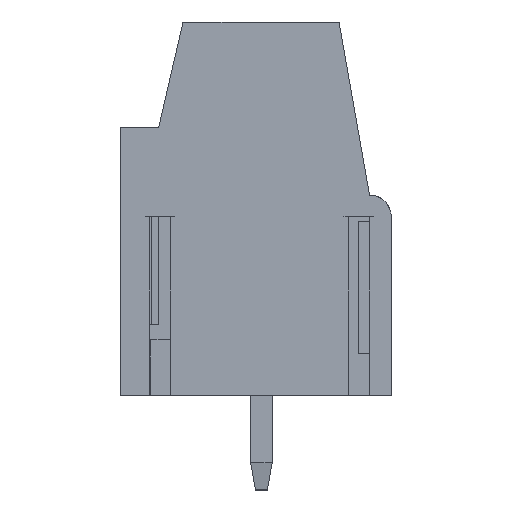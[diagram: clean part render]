
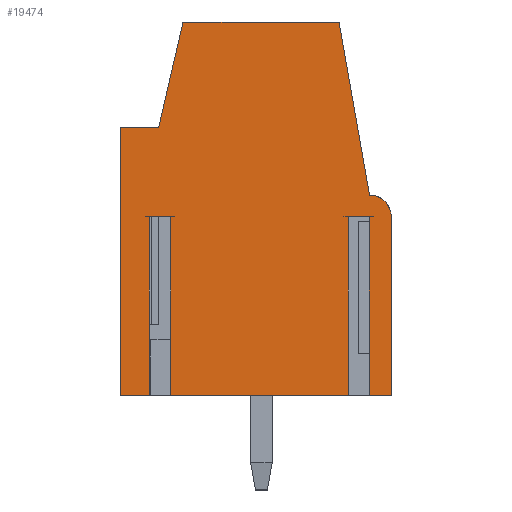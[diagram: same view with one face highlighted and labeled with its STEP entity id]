
A CAD part, left-side view. The second image highlights one B-rep face of the part: STEP entity #19474.
In plain terms, the highlighted planar face has unit normal (-1, 0, 0).
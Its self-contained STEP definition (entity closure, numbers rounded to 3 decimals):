
#19411=AXIS2_PLACEMENT_3D('Plane Axis2P3D',#19408,#19409,#19410) ;
#18386=CARTESIAN_POINT('Vertex',(0.,0.,3.5)) ;
#18389=CARTESIAN_POINT('Line Origine',(0.,0.405,3.5)) ;
#18393=CARTESIAN_POINT('Vertex',(0.,0.81,3.5)) ;
#18414=CARTESIAN_POINT('Vertex',(0.,1.59,3.5)) ;
#18417=CARTESIAN_POINT('Line Origine',(0.,4.875,3.5)) ;
#18421=CARTESIAN_POINT('Vertex',(0.,8.16,3.5)) ;
#18442=CARTESIAN_POINT('Vertex',(0.,8.94,3.5)) ;
#18445=CARTESIAN_POINT('Line Origine',(0.,9.47,3.5)) ;
#18449=CARTESIAN_POINT('Vertex',(0.,10.,3.5)) ;
#18893=CARTESIAN_POINT('Line Origine',(0.,10.,8.45)) ;
#18897=CARTESIAN_POINT('Vertex',(0.,10.,13.4)) ;
#19044=CARTESIAN_POINT('Vertex',(0.,8.6,13.4)) ;
#19047=CARTESIAN_POINT('Line Origine',(0.,8.15,15.35)) ;
#19051=CARTESIAN_POINT('Vertex',(0.,7.7,17.3)) ;
#19082=CARTESIAN_POINT('Line Origine',(0.,4.814,17.3)) ;
#19086=CARTESIAN_POINT('Vertex',(0.,1.928,17.3)) ;
#19149=CARTESIAN_POINT('Line Origine',(0.,1.364,14.1)) ;
#19153=CARTESIAN_POINT('Vertex',(0.,0.8,10.9)) ;
#19181=CARTESIAN_POINT('Control Point',(0.,0.,10.1)) ;
#19182=CARTESIAN_POINT('Control Point',(0.,0.,10.414)) ;
#19183=CARTESIAN_POINT('Control Point',(0.,0.168,10.732)) ;
#19184=CARTESIAN_POINT('Control Point',(0.,0.486,10.9)) ;
#19185=CARTESIAN_POINT('Control Point',(0.,0.8,10.9)) ;
#19186=CARTESIAN_POINT('Vertex',(0.,0.,10.1)) ;
#19215=CARTESIAN_POINT('Line Origine',(0.,0.,6.8)) ;
#19408=CARTESIAN_POINT('Axis2P3D Location',(0.,10.,0.3)) ;
#19413=CARTESIAN_POINT('Line Origine',(0.,1.59,6.8)) ;
#19417=CARTESIAN_POINT('Vertex',(0.,1.59,10.1)) ;
#19420=CARTESIAN_POINT('Line Origine',(0.,1.2,10.1)) ;
#19424=CARTESIAN_POINT('Vertex',(0.,0.81,10.1)) ;
#19427=CARTESIAN_POINT('Line Origine',(0.,0.81,6.8)) ;
#19432=CARTESIAN_POINT('Line Origine',(0.,9.3,13.4)) ;
#19437=CARTESIAN_POINT('Line Origine',(0.,8.94,6.8)) ;
#19441=CARTESIAN_POINT('Vertex',(0.,8.94,10.1)) ;
#19444=CARTESIAN_POINT('Line Origine',(0.,8.55,10.1)) ;
#19448=CARTESIAN_POINT('Vertex',(0.,8.16,10.1)) ;
#19451=CARTESIAN_POINT('Line Origine',(0.,8.16,6.8)) ;
#18390=DIRECTION('Vector Direction',(0.,-1.,0.)) ;
#18418=DIRECTION('Vector Direction',(0.,-1.,0.)) ;
#18446=DIRECTION('Vector Direction',(0.,-1.,0.)) ;
#18894=DIRECTION('Vector Direction',(0.,0.,-1.)) ;
#19048=DIRECTION('Vector Direction',(0.,0.225,-0.974)) ;
#19083=DIRECTION('Vector Direction',(0.,1.,0.)) ;
#19150=DIRECTION('Vector Direction',(0.,0.174,0.985)) ;
#19216=DIRECTION('Vector Direction',(0.,0.,1.)) ;
#19409=DIRECTION('Axis2P3D Direction',(-1.,0.,0.)) ;
#19410=DIRECTION('Axis2P3D XDirection',(0.,1.,0.)) ;
#19414=DIRECTION('Vector Direction',(0.,0.,1.)) ;
#19421=DIRECTION('Vector Direction',(0.,1.,0.)) ;
#19428=DIRECTION('Vector Direction',(0.,0.,1.)) ;
#19433=DIRECTION('Vector Direction',(0.,1.,0.)) ;
#19438=DIRECTION('Vector Direction',(0.,0.,1.)) ;
#19445=DIRECTION('Vector Direction',(0.,1.,0.)) ;
#19452=DIRECTION('Vector Direction',(0.,0.,1.)) ;
#18391=VECTOR('Line Direction',#18390,1.) ;
#18419=VECTOR('Line Direction',#18418,1.) ;
#18447=VECTOR('Line Direction',#18446,1.) ;
#18895=VECTOR('Line Direction',#18894,1.) ;
#19049=VECTOR('Line Direction',#19048,1.) ;
#19084=VECTOR('Line Direction',#19083,1.) ;
#19151=VECTOR('Line Direction',#19150,1.) ;
#19217=VECTOR('Line Direction',#19216,1.) ;
#19415=VECTOR('Line Direction',#19414,1.) ;
#19422=VECTOR('Line Direction',#19421,1.) ;
#19429=VECTOR('Line Direction',#19428,1.) ;
#19434=VECTOR('Line Direction',#19433,1.) ;
#19439=VECTOR('Line Direction',#19438,1.) ;
#19446=VECTOR('Line Direction',#19445,1.) ;
#19453=VECTOR('Line Direction',#19452,1.) ;
#19457=ORIENTED_EDGE('',*,*,#18423,.T.) ;
#19458=ORIENTED_EDGE('',*,*,#19419,.T.) ;
#19459=ORIENTED_EDGE('',*,*,#19426,.F.) ;
#19460=ORIENTED_EDGE('',*,*,#19431,.F.) ;
#19461=ORIENTED_EDGE('',*,*,#18395,.T.) ;
#19462=ORIENTED_EDGE('',*,*,#19219,.T.) ;
#19463=ORIENTED_EDGE('',*,*,#19188,.T.) ;
#19464=ORIENTED_EDGE('',*,*,#19155,.T.) ;
#19465=ORIENTED_EDGE('',*,*,#19088,.T.) ;
#19466=ORIENTED_EDGE('',*,*,#19053,.T.) ;
#19467=ORIENTED_EDGE('',*,*,#19436,.T.) ;
#19468=ORIENTED_EDGE('',*,*,#18899,.T.) ;
#19469=ORIENTED_EDGE('',*,*,#18451,.T.) ;
#19470=ORIENTED_EDGE('',*,*,#19443,.T.) ;
#19471=ORIENTED_EDGE('',*,*,#19450,.F.) ;
#19472=ORIENTED_EDGE('',*,*,#19455,.F.) ;
#19474=ADVANCED_FACE('HOUSING',(#19473),#19412,.T.) ;
#19180=B_SPLINE_CURVE_WITH_KNOTS('',4,(#19181,#19182,#19183,#19184,#19185),.UNSPECIFIED.,.F.,.U.,(5,5),(-0.628,0.628),.UNSPECIFIED.) ;
#18395=EDGE_CURVE('',#18394,#18387,#18392,.T.) ;
#18423=EDGE_CURVE('',#18422,#18415,#18420,.T.) ;
#18451=EDGE_CURVE('',#18450,#18443,#18448,.T.) ;
#18899=EDGE_CURVE('',#18898,#18450,#18896,.T.) ;
#19053=EDGE_CURVE('',#19052,#19045,#19050,.T.) ;
#19088=EDGE_CURVE('',#19087,#19052,#19085,.T.) ;
#19155=EDGE_CURVE('',#19154,#19087,#19152,.T.) ;
#19188=EDGE_CURVE('',#19187,#19154,#19180,.T.) ;
#19219=EDGE_CURVE('',#18387,#19187,#19218,.T.) ;
#19419=EDGE_CURVE('',#18415,#19418,#19416,.T.) ;
#19426=EDGE_CURVE('',#19425,#19418,#19423,.T.) ;
#19431=EDGE_CURVE('',#18394,#19425,#19430,.T.) ;
#19436=EDGE_CURVE('',#19045,#18898,#19435,.T.) ;
#19443=EDGE_CURVE('',#18443,#19442,#19440,.T.) ;
#19450=EDGE_CURVE('',#19449,#19442,#19447,.T.) ;
#19455=EDGE_CURVE('',#18422,#19449,#19454,.T.) ;
#19456=EDGE_LOOP('',(#19457,#19458,#19459,#19460,#19461,#19462,#19463,#19464,#19465,#19466,#19467,#19468,#19469,#19470,#19471,#19472)) ;
#19473=FACE_OUTER_BOUND('',#19456,.T.) ;
#18392=LINE('Line',#18389,#18391) ;
#18420=LINE('Line',#18417,#18419) ;
#18448=LINE('Line',#18445,#18447) ;
#18896=LINE('Line',#18893,#18895) ;
#19050=LINE('Line',#19047,#19049) ;
#19085=LINE('Line',#19082,#19084) ;
#19152=LINE('Line',#19149,#19151) ;
#19218=LINE('Line',#19215,#19217) ;
#19416=LINE('Line',#19413,#19415) ;
#19423=LINE('Line',#19420,#19422) ;
#19430=LINE('Line',#19427,#19429) ;
#19435=LINE('Line',#19432,#19434) ;
#19440=LINE('Line',#19437,#19439) ;
#19447=LINE('Line',#19444,#19446) ;
#19454=LINE('Line',#19451,#19453) ;
#19412=PLANE('',#19411) ;
#18387=VERTEX_POINT('',#18386) ;
#18394=VERTEX_POINT('',#18393) ;
#18415=VERTEX_POINT('',#18414) ;
#18422=VERTEX_POINT('',#18421) ;
#18443=VERTEX_POINT('',#18442) ;
#18450=VERTEX_POINT('',#18449) ;
#18898=VERTEX_POINT('',#18897) ;
#19045=VERTEX_POINT('',#19044) ;
#19052=VERTEX_POINT('',#19051) ;
#19087=VERTEX_POINT('',#19086) ;
#19154=VERTEX_POINT('',#19153) ;
#19187=VERTEX_POINT('',#19186) ;
#19418=VERTEX_POINT('',#19417) ;
#19425=VERTEX_POINT('',#19424) ;
#19442=VERTEX_POINT('',#19441) ;
#19449=VERTEX_POINT('',#19448) ;
